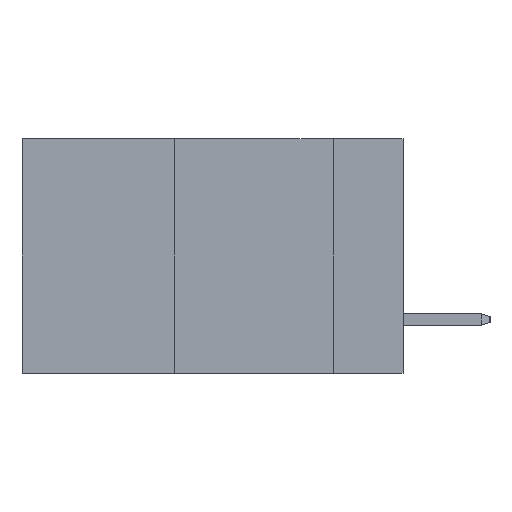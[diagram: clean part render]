
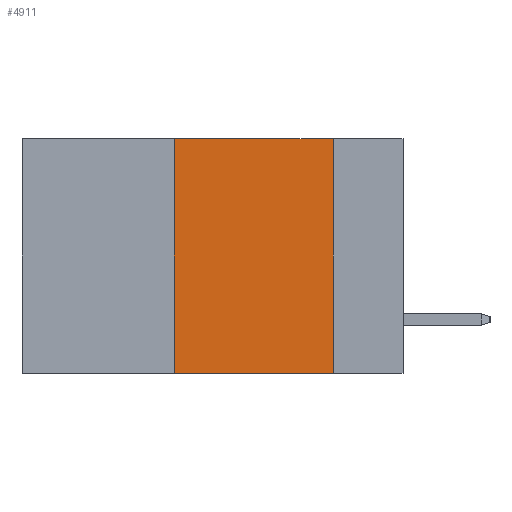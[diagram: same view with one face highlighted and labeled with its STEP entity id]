
A CAD part, left-side view. The second image highlights one B-rep face of the part: STEP entity #4911.
In plain terms, the highlighted planar face has unit normal (-1, 0, 0).
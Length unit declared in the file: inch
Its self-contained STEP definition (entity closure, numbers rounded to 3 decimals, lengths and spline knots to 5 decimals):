
#683 = CARTESIAN_POINT ( 'NONE',  ( 0., 0.6, 0. ) ) ;
#859 = CARTESIAN_POINT ( 'NONE',  ( 0., 0.6, -0.37 ) ) ;
#914 = VERTEX_POINT ( 'NONE', #13918 ) ;
#2454 = VECTOR ( 'NONE', #5237, 39.37008 ) ;
#3390 = LINE ( 'NONE', #8322, #5051 ) ;
#3851 = AXIS2_PLACEMENT_3D ( 'NONE', #683, #15469, #11625 ) ;
#4402 = DIRECTION ( 'NONE',  ( 0., -1., 0. ) ) ;
#4641 = LINE ( 'NONE', #859, #7690 ) ;
#4879 = DIRECTION ( 'NONE',  ( 0., 0., -1. ) ) ;
#4911 = ADVANCED_FACE ( 'NONE', ( #9403 ), #6877, .F. ) ;
#5051 = VECTOR ( 'NONE', #4879, 39.37008 ) ;
#5237 = DIRECTION ( 'NONE',  ( 0., 0., 1. ) ) ;
#5678 = ORIENTED_EDGE ( 'NONE', *, *, #15214, .F. ) ;
#6159 = EDGE_CURVE ( 'NONE', #914, #11891, #4641, .T. ) ;
#6877 = PLANE ( 'NONE',  #3851 ) ;
#7690 = VECTOR ( 'NONE', #11728, 39.37008 ) ;
#7931 = ORIENTED_EDGE ( 'NONE', *, *, #6159, .T. ) ;
#8095 = VECTOR ( 'NONE', #4402, 39.37008 ) ;
#8301 = CARTESIAN_POINT ( 'NONE',  ( 0., 0.6, 0. ) ) ;
#8322 = CARTESIAN_POINT ( 'NONE',  ( 0., 0.11, 0. ) ) ;
#8417 = VERTEX_POINT ( 'NONE', #10025 ) ;
#8831 = CARTESIAN_POINT ( 'NONE',  ( 0., 0.36, 0. ) ) ;
#9403 = FACE_OUTER_BOUND ( 'NONE', #12191, .T. ) ;
#9795 = VERTEX_POINT ( 'NONE', #14197 ) ;
#9965 = LINE ( 'NONE', #8831, #2454 ) ;
#10025 = CARTESIAN_POINT ( 'NONE',  ( 0., 0.11, 0. ) ) ;
#10282 = EDGE_CURVE ( 'NONE', #914, #9795, #9965, .T. ) ;
#11085 = ORIENTED_EDGE ( 'NONE', *, *, #10282, .F. ) ;
#11625 = DIRECTION ( 'NONE',  ( 0., 0., -1. ) ) ;
#11728 = DIRECTION ( 'NONE',  ( 0., -1., 0. ) ) ;
#11891 = VERTEX_POINT ( 'NONE', #12610 ) ;
#11911 = EDGE_CURVE ( 'NONE', #9795, #8417, #14195, .T. ) ;
#12191 = EDGE_LOOP ( 'NONE', ( #5678, #15574, #11085, #7931 ) ) ;
#12610 = CARTESIAN_POINT ( 'NONE',  ( 0., 0.11, -0.37 ) ) ;
#13918 = CARTESIAN_POINT ( 'NONE',  ( 0., 0.36, -0.37 ) ) ;
#14195 = LINE ( 'NONE', #8301, #8095 ) ;
#14197 = CARTESIAN_POINT ( 'NONE',  ( 0., 0.36, 0. ) ) ;
#15214 = EDGE_CURVE ( 'NONE', #8417, #11891, #3390, .T. ) ;
#15469 = DIRECTION ( 'NONE',  ( 1., 0., 0. ) ) ;
#15574 = ORIENTED_EDGE ( 'NONE', *, *, #11911, .F. ) ;
